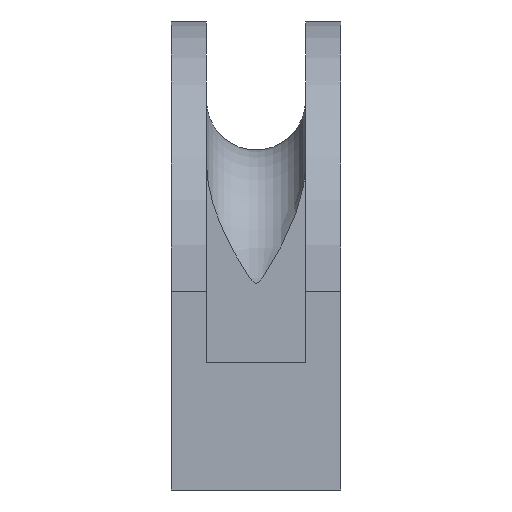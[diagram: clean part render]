
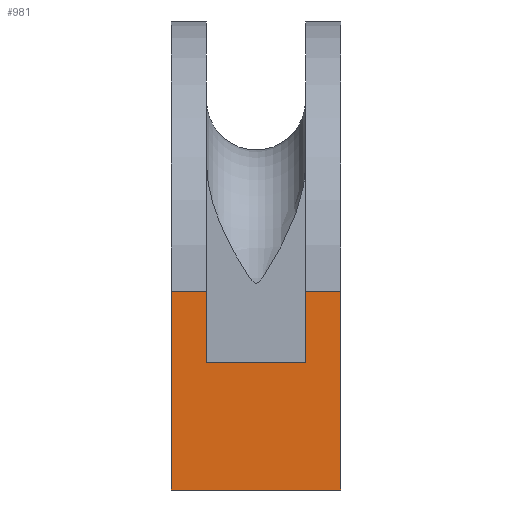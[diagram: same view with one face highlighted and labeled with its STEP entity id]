
A CAD part, left-side view. The second image highlights one B-rep face of the part: STEP entity #981.
In plain terms, the highlighted planar face has unit normal (-1, 0, 0).
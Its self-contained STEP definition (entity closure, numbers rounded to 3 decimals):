
#40=PLANE($,#1060);
#117=LINE($,#1587,#223);
#126=LINE($,#1604,#232);
#128=LINE($,#1608,#234);
#140=LINE($,#1638,#246);
#142=LINE($,#1645,#248);
#146=LINE($,#1658,#252);
#147=LINE($,#1660,#253);
#148=LINE($,#1661,#254);
#223=VECTOR($,#1228,7.);
#232=VECTOR($,#1243,5.);
#234=VECTOR($,#1247,5.);
#246=VECTOR($,#1279,2.5);
#248=VECTOR($,#1287,2.5);
#252=VECTOR($,#1301,14.);
#253=VECTOR($,#1302,12.);
#254=VECTOR($,#1303,14.);
#323=FACE_OUTER_BOUND($,#375,.T.);
#375=EDGE_LOOP($,(#879,#880,#881,#882,#883,#884,#885,#886));
#486=VERTEX_POINT($,#1584);
#487=VERTEX_POINT($,#1586);
#492=VERTEX_POINT($,#1602);
#493=VERTEX_POINT($,#1607);
#501=VERTEX_POINT($,#1637);
#503=VERTEX_POINT($,#1643);
#507=VERTEX_POINT($,#1657);
#508=VERTEX_POINT($,#1659);
#603=EDGE_CURVE($,#487,#486,#117,.T.);
#614=EDGE_CURVE($,#486,#492,#126,.T.);
#616=EDGE_CURVE($,#493,#487,#128,.T.);
#630=EDGE_CURVE($,#501,#493,#140,.T.);
#634=EDGE_CURVE($,#492,#503,#142,.T.);
#640=EDGE_CURVE($,#503,#507,#146,.T.);
#641=EDGE_CURVE($,#507,#508,#147,.T.);
#642=EDGE_CURVE($,#501,#508,#148,.T.);
#879=ORIENTED_EDGE($,*,*,#614,.T.);
#880=ORIENTED_EDGE($,*,*,#634,.T.);
#881=ORIENTED_EDGE($,*,*,#640,.T.);
#882=ORIENTED_EDGE($,*,*,#641,.T.);
#883=ORIENTED_EDGE($,*,*,#642,.F.);
#884=ORIENTED_EDGE($,*,*,#630,.T.);
#885=ORIENTED_EDGE($,*,*,#616,.T.);
#886=ORIENTED_EDGE($,*,*,#603,.T.);
#981=ADVANCED_FACE($,(#323),#40,.T.);
#1060=AXIS2_PLACEMENT_3D($,#1656,#1299,#1300);
#1228=DIRECTION($,(0.,1.,0.));
#1243=DIRECTION($,(0.,0.,1.));
#1247=DIRECTION($,(0.,0.,-1.));
#1279=DIRECTION($,(0.,1.,0.));
#1287=DIRECTION($,(0.,1.,0.));
#1299=DIRECTION('center_axis',(-1.,0.,0.));
#1300=DIRECTION('ref_axis',(0.,0.,1.));
#1301=DIRECTION($,(0.,0.,-1.));
#1302=DIRECTION($,(0.,-1.,0.));
#1303=DIRECTION($,(0.,0.,-1.));
#1584=CARTESIAN_POINT('',(-5.5,3.5,9.));
#1586=CARTESIAN_POINT('',(-5.5,-3.5,9.));
#1587=CARTESIAN_POINT($,(-5.5,-3.5,9.));
#1602=CARTESIAN_POINT('',(-5.5,3.5,14.));
#1604=CARTESIAN_POINT($,(-5.5,3.5,9.));
#1607=CARTESIAN_POINT('',(-5.5,-3.5,14.));
#1608=CARTESIAN_POINT($,(-5.5,-3.5,14.));
#1637=CARTESIAN_POINT('',(-5.5,-6.,14.));
#1638=CARTESIAN_POINT($,(-5.5,-6.,14.));
#1643=CARTESIAN_POINT('',(-5.5,6.,14.));
#1645=CARTESIAN_POINT($,(-5.5,3.5,14.));
#1656=CARTESIAN_POINT('Origin',(-5.5,6.,14.));
#1657=CARTESIAN_POINT('',(-5.5,6.,0.));
#1658=CARTESIAN_POINT($,(-5.5,6.,14.));
#1659=CARTESIAN_POINT('',(-5.5,-6.,0.));
#1660=CARTESIAN_POINT($,(-5.5,6.,0.));
#1661=CARTESIAN_POINT($,(-5.5,-6.,14.));
